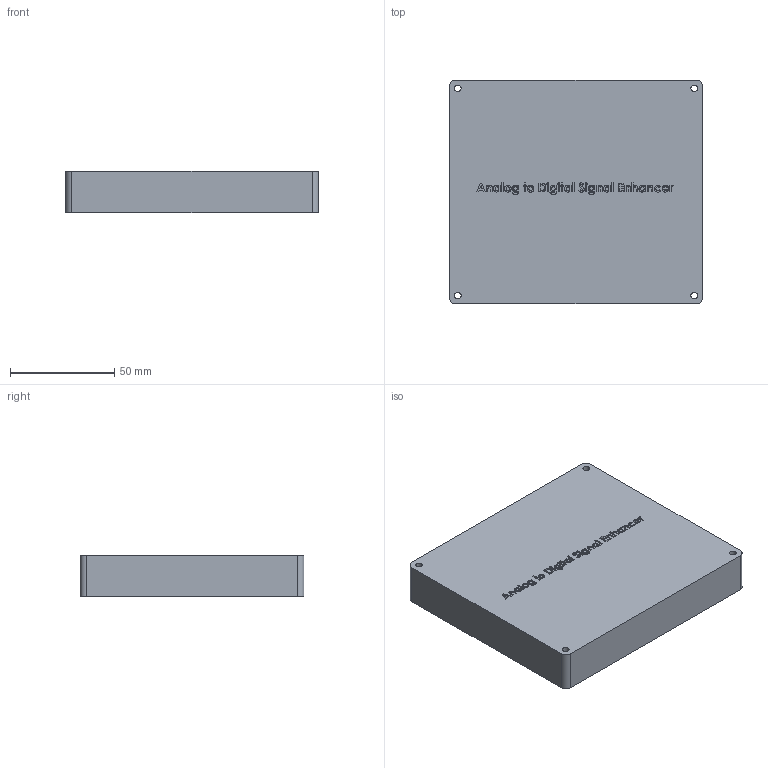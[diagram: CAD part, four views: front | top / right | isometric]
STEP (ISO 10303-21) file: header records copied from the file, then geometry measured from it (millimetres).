
FILE_DESCRIPTION (( 'STEP AP214' ), '1' );
FILE_NAME ('Signal Enhancer Cover.STEP', '2025-09-19T19:20:11', ( '' ), ( '' ), 'SwSTEP 2.0', 'SolidWorks 2025', '' );
FILE_SCHEMA (( 'AUTOMOTIVE_DESIGN' ));
Length unit declared in the file: millimetre
Products named in the file (1): Signal Enhancer Cover
Bounding box: 121.5 x 107.5 x 20 mm (x, y, z)
Volume: 90196.3 mm3; surface area: 42537.8 mm2
Topology: 1 solids, 1 shells, 407 faces, 1083 edges, 722 vertices
Faces by surface type: plane 221, bspline 174, cylinder 12
Entity records: 21092 total; most frequent: CARTESIAN_POINT 12083, ORIENTED_EDGE 2166, DIRECTION 1227, EDGE_CURVE 1083, VERTEX_POINT 722, VECTOR 711, LINE 711, EDGE_LOOP 459
